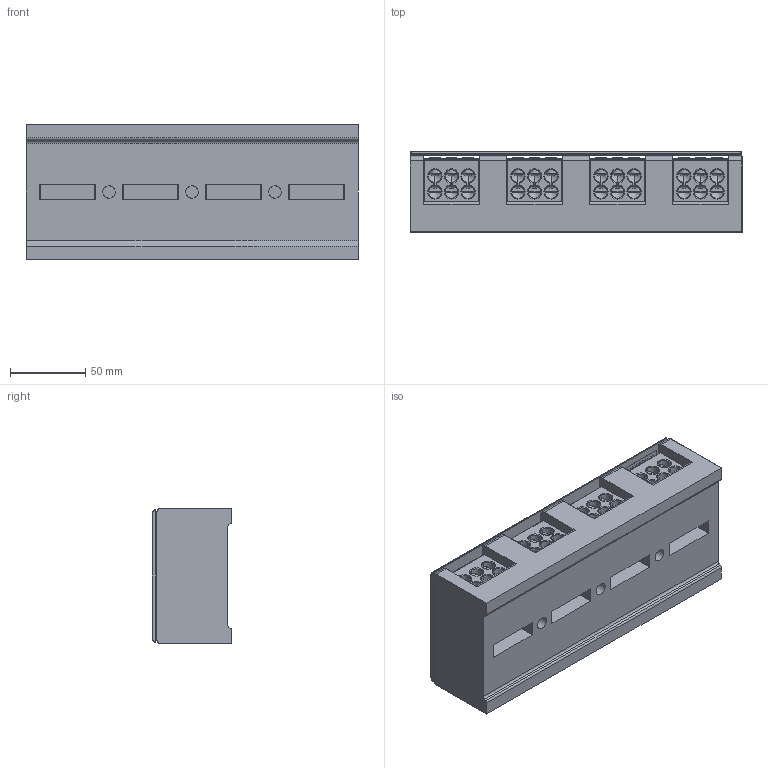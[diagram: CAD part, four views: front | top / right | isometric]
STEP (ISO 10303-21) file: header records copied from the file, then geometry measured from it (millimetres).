
FILE_DESCRIPTION((''),'2;1');
FILE_NAME('5YB574857','2023-07-28T',('Administrator'),(''),'PRO/ENGINEER BY PARAMETRIC TECHNOLOGY CORPORATION, 2013230','PRO/ENGINEER BY PARAMETRIC TECHNOLOGY CORPORATION, 2013230','');
FILE_SCHEMA(('CONFIG_CONTROL_DESIGN'));
Products named in the file (1): 5YB574857
Bounding box: 220 x 53 x 90 mm (x, y, z)
Volume: 702386.7 mm3; surface area: 192074.5 mm2
Topology: 1 solids, 37 shells, 2679 faces, 7245 edges, 4562 vertices
Faces by surface type: plane 1773, cylinder 546, cone 252, sphere 64, torus 44
Entity records: 102154 total; most frequent: CARTESIAN_POINT 18727, ORIENTED_EDGE 14202, DIRECTION 13253, EDGE_CURVE 7101, VECTOR 5191, LINE 5191, VERTEX_POINT 4562, AXIS2_PLACEMENT_3D 4031
